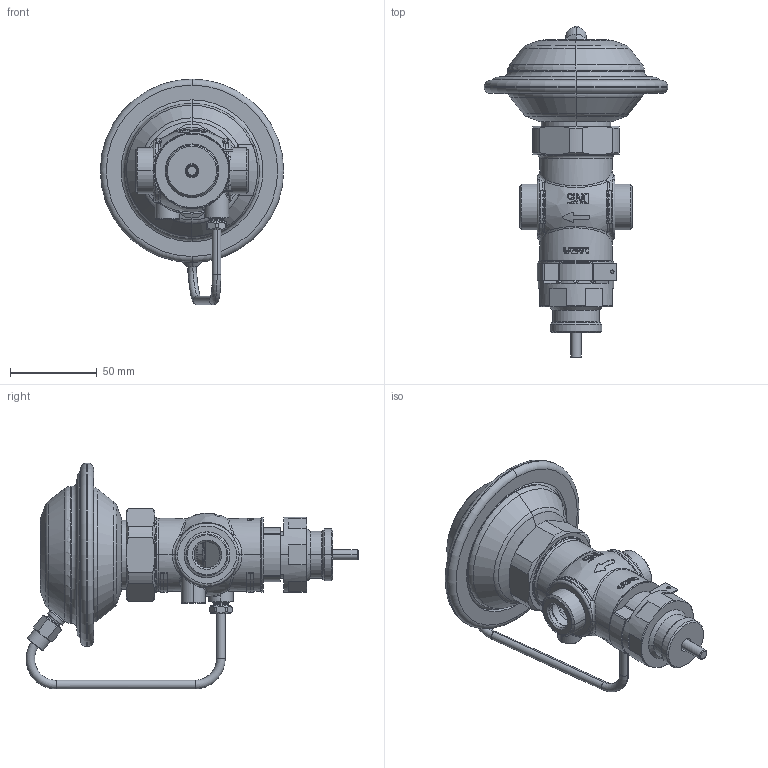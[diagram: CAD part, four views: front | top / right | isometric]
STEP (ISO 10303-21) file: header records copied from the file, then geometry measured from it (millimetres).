
FILE_DESCRIPTION((''),'2;1');
FILE_NAME('003H6735_AVQM_PN16_ASM','2015-02-20T',('u317927'),('Danfoss'),'PRO/ENGINEER BY PARAMETRIC TECHNOLOGY CORPORATION, 2014000','PRO/ENGINEER BY PARAMETRIC TECHNOLOGY CORPORATION, 2014000','');
FILE_SCHEMA(('CONFIG_CONTROL_DESIGN'));
Length unit declared in the file: millimetre
Products named in the file (29): 8882942_1; 8880026_1; 8882933_ASM_1_ASM; 8880009_ASM_1; 8880074_1; 8883511_1; 8883516_ASM_1_ASM; 8880082_ASM_1; 8880067_ASM_1_ASM; 8880075_1; 8880076_1; 8890090_1; 8880066_ASM_1_ASM; 8883515_ASM_1_ASM; 8882056_1; 5211513_1; 8881022_1; 8883525_1; 8882966_1; 8882970_1; 8882969_1; 8882971_ASM_1; 8882960_ASM_1_ASM; 5191725_1; 8883524_1; 8880284_1; 8883503_1; 003H6735_ASM_1_ASM; 003H6735_AVQM_PN16_ASM
Assembly tree (29 placements, depth 5):
  003H6735_AVQM_PN16_ASM
    003H6735_ASM_1_ASM
      8882933_ASM_1_ASM
        8882942_1
        8880026_1
      8880009_ASM_1
      8883515_ASM_1_ASM
        8883516_ASM_1_ASM
          8880074_1
          8883511_1
        8880067_ASM_1_ASM
          8880082_ASM_1
        8880066_ASM_1_ASM
          8880075_1
          8880076_1
          8890090_1
      8882056_1
      5211513_1  x2
      8881022_1
      8883525_1
      8882960_ASM_1_ASM
        8882966_1
        8882970_1
        8882969_1
        8882971_ASM_1
      5191725_1
      8883524_1
      8880284_1
      8883503_1
Bounding box: 106 x 191.82 x 130.5 mm (x, y, z)
Volume: 168265.1 mm3; surface area: 135155.9 mm2
Topology: 19 solids, 36 shells, 1345 faces, 3440 edges, 2194 vertices
Faces by surface type: plane 559, cylinder 355, cone 177, torus 136, bspline 110, sphere 8
Entity records: 47151 total; most frequent: CARTESIAN_POINT 15552, ORIENTED_EDGE 6648, DIRECTION 6353, EDGE_CURVE 3372, AXIS2_PLACEMENT_3D 2639, VERTEX_POINT 2166, EDGE_LOOP 1448, CIRCLE 1327
